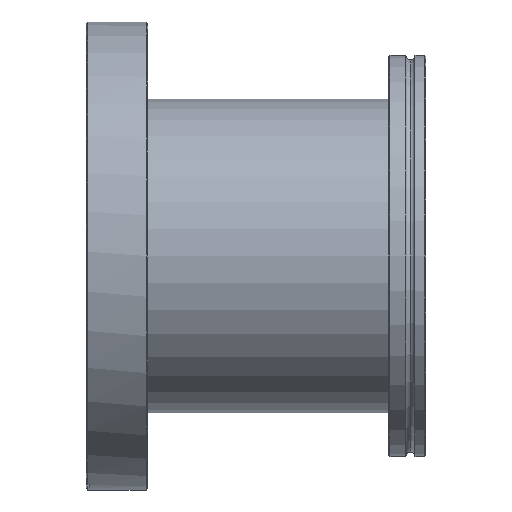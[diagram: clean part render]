
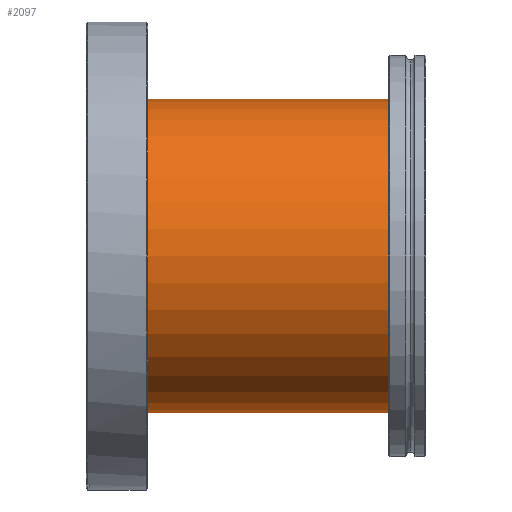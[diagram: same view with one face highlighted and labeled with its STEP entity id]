
A CAD part, left-side view. The second image highlights one B-rep face of the part: STEP entity #2097.
In plain terms, the highlighted cylindrical face has radius 50.8 mm (diameter 101.6 mm), a partial arc.
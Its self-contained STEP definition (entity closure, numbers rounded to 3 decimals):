
#149 = CARTESIAN_POINT ( 'NONE',  ( 46.25, 0., -50.8 ) ) ;
#205 = VERTEX_POINT ( 'NONE', #149 ) ;
#626 = CARTESIAN_POINT ( 'NONE',  ( -46.25, 0., 50.8 ) ) ;
#670 = LINE ( 'NONE', #2900, #5029 ) ;
#1034 = ORIENTED_EDGE ( 'NONE', *, *, #2742, .T. ) ;
#1173 = VECTOR ( 'NONE', #1362, 1000. ) ;
#1362 = DIRECTION ( 'NONE',  ( -1., 0., 0. ) ) ;
#1602 = DIRECTION ( 'NONE',  ( -1., 0., 0. ) ) ;
#1645 = DIRECTION ( 'NONE',  ( -1., 0., 0. ) ) ;
#1880 = VERTEX_POINT ( 'NONE', #626 ) ;
#2001 = DIRECTION ( 'NONE',  ( 1., 0., 0. ) ) ;
#2097 = ADVANCED_FACE ( 'NONE', ( #3508 ), #4511, .T. ) ;
#2122 = CARTESIAN_POINT ( 'NONE',  ( 46.25, 0., 0. ) ) ;
#2187 = CARTESIAN_POINT ( 'NONE',  ( 46.25, 0., 50.8 ) ) ;
#2200 = VERTEX_POINT ( 'NONE', #2946 ) ;
#2303 = CARTESIAN_POINT ( 'NONE',  ( 46.25, 0., 50.8 ) ) ;
#2415 = LINE ( 'NONE', #2187, #1173 ) ;
#2511 = CIRCLE ( 'NONE', #4039, 50.8 ) ;
#2546 = DIRECTION ( 'NONE',  ( 0., 0., -1. ) ) ;
#2634 = EDGE_CURVE ( 'NONE', #2200, #1880, #5437, .T. ) ;
#2694 = ORIENTED_EDGE ( 'NONE', *, *, #2849, .F. ) ;
#2742 = EDGE_CURVE ( 'NONE', #205, #2200, #670, .T. ) ;
#2849 = EDGE_CURVE ( 'NONE', #205, #5170, #2511, .T. ) ;
#2868 = CARTESIAN_POINT ( 'NONE',  ( 46.25, 0., 0. ) ) ;
#2900 = CARTESIAN_POINT ( 'NONE',  ( 46.25, 0., -50.8 ) ) ;
#2946 = CARTESIAN_POINT ( 'NONE',  ( -46.25, 0., -50.8 ) ) ;
#2949 = ORIENTED_EDGE ( 'NONE', *, *, #2634, .T. ) ;
#3271 = ORIENTED_EDGE ( 'NONE', *, *, #3551, .F. ) ;
#3508 = FACE_OUTER_BOUND ( 'NONE', #5295, .T. ) ;
#3551 = EDGE_CURVE ( 'NONE', #5170, #1880, #2415, .T. ) ;
#4039 = AXIS2_PLACEMENT_3D ( 'NONE', #2122, #5077, #2546 ) ;
#4511 = CYLINDRICAL_SURFACE ( 'NONE', #4953, 50.8 ) ;
#4536 = CARTESIAN_POINT ( 'NONE',  ( -46.25, 0., 0. ) ) ;
#4561 = DIRECTION ( 'NONE',  ( 0., 0., 1. ) ) ;
#4953 = AXIS2_PLACEMENT_3D ( 'NONE', #2868, #1602, #4561 ) ;
#4954 = DIRECTION ( 'NONE',  ( 0., 0., -1. ) ) ;
#4991 = AXIS2_PLACEMENT_3D ( 'NONE', #4536, #2001, #4954 ) ;
#5029 = VECTOR ( 'NONE', #1645, 1000. ) ;
#5077 = DIRECTION ( 'NONE',  ( 1., 0., 0. ) ) ;
#5170 = VERTEX_POINT ( 'NONE', #2303 ) ;
#5295 = EDGE_LOOP ( 'NONE', ( #2694, #1034, #2949, #3271 ) ) ;
#5437 = CIRCLE ( 'NONE', #4991, 50.8 ) ;
